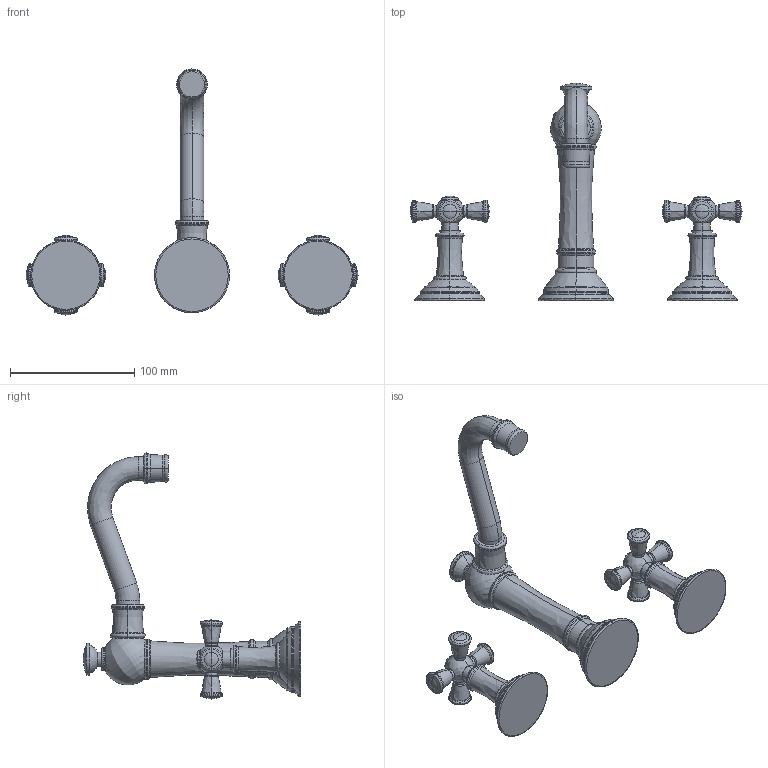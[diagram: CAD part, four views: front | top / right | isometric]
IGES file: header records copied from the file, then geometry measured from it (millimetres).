
Start section:  PTC IGES file: 2460.igs
Global section: file name: 2460.igs; native system: Creo Parametric by PTC Inc.; preprocessor: 2018400; author: jinson.thomas; organization: Unknown; date: 20201127.112718; units: inch
Bounding box: 267.41 x 175.06 x 198.27 mm (x, y, z)
Volume: 317446.1 mm3; surface area: 63896.2 mm2
Topology: 3 solids, 3 shells, 379 faces, 836 edges, 458 vertices
Faces by surface type: revolution 356, bspline 23
